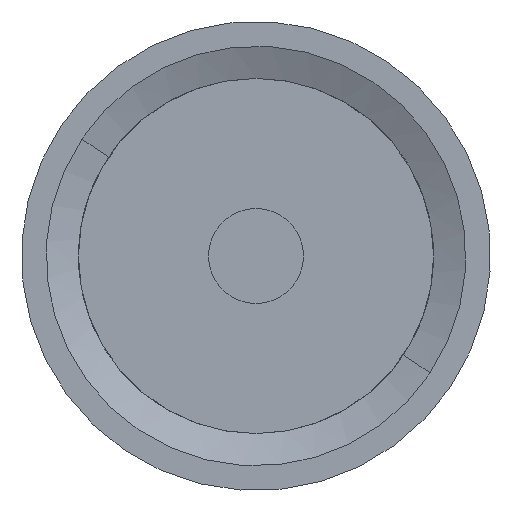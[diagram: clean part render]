
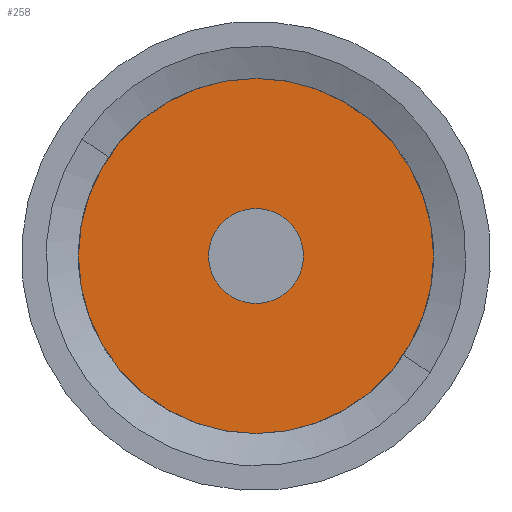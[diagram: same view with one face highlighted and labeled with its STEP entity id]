
A CAD part, front view. The second image highlights one B-rep face of the part: STEP entity #258.
In plain terms, the highlighted planar face has unit normal (0, -1, 0).
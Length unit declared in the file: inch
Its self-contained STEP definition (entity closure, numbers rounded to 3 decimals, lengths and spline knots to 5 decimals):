
#3 = FACE_OUTER_BOUND ( 'NONE', #237, .T. ) ;
#17 = DIRECTION ( 'NONE',  ( 0., 0., -1. ) ) ;
#20 = DIRECTION ( 'NONE',  ( 0., -1., 0. ) ) ;
#45 = EDGE_CURVE ( 'NONE', #414, #559, #662, .T. ) ;
#50 = ORIENTED_EDGE ( 'NONE', *, *, #341, .F. ) ;
#101 = DIRECTION ( 'NONE',  ( 0., -1., 0. ) ) ;
#104 = EDGE_CURVE ( 'NONE', #439, #300, #629, .T. ) ;
#136 = DIRECTION ( 'NONE',  ( 0., -1., 0. ) ) ;
#147 = AXIS2_PLACEMENT_3D ( 'NONE', #226, #20, #17 ) ;
#166 = DIRECTION ( 'NONE',  ( 0., 0., 1. ) ) ;
#195 = FACE_BOUND ( 'NONE', #740, .T. ) ;
#226 = CARTESIAN_POINT ( 'NONE',  ( 0., 0., 0. ) ) ;
#232 = CIRCLE ( 'NONE', #147, 0.025 ) ;
#237 = EDGE_LOOP ( 'NONE', ( #697, #671 ) ) ;
#258 = ADVANCED_FACE ( 'NONE', ( #195, #3 ), #763, .T. ) ;
#297 = AXIS2_PLACEMENT_3D ( 'NONE', #742, #794, #166 ) ;
#300 = VERTEX_POINT ( 'NONE', #568 ) ;
#341 = EDGE_CURVE ( 'NONE', #300, #439, #232, .T. ) ;
#345 = CARTESIAN_POINT ( 'NONE',  ( 0., 0., 0. ) ) ;
#355 = DIRECTION ( 'NONE',  ( 0., 0., -1. ) ) ;
#383 = AXIS2_PLACEMENT_3D ( 'NONE', #674, #101, #355 ) ;
#414 = VERTEX_POINT ( 'NONE', #415 ) ;
#415 = CARTESIAN_POINT ( 'NONE',  ( 0., 0., 0.0935 ) ) ;
#417 = CARTESIAN_POINT ( 'NONE',  ( -0.025, 0., 0. ) ) ;
#439 = VERTEX_POINT ( 'NONE', #417 ) ;
#518 = EDGE_CURVE ( 'NONE', #559, #414, #694, .T. ) ;
#559 = VERTEX_POINT ( 'NONE', #738 ) ;
#568 = CARTESIAN_POINT ( 'NONE',  ( 0.025, 0., 0. ) ) ;
#597 = DIRECTION ( 'NONE',  ( 0., 1., 0. ) ) ;
#629 = CIRCLE ( 'NONE', #383, 0.025 ) ;
#662 = CIRCLE ( 'NONE', #727, 0.0935 ) ;
#671 = ORIENTED_EDGE ( 'NONE', *, *, #518, .F. ) ;
#674 = CARTESIAN_POINT ( 'NONE',  ( 0., 0., 0. ) ) ;
#694 = CIRCLE ( 'NONE', #297, 0.0935 ) ;
#697 = ORIENTED_EDGE ( 'NONE', *, *, #45, .F. ) ;
#704 = CARTESIAN_POINT ( 'NONE',  ( -0.0935, 0., 0. ) ) ;
#712 = DIRECTION ( 'NONE',  ( 0., 0., 1. ) ) ;
#727 = AXIS2_PLACEMENT_3D ( 'NONE', #345, #597, #712 ) ;
#731 = ORIENTED_EDGE ( 'NONE', *, *, #104, .F. ) ;
#738 = CARTESIAN_POINT ( 'NONE',  ( 0., 0., -0.0935 ) ) ;
#740 = EDGE_LOOP ( 'NONE', ( #731, #50 ) ) ;
#742 = CARTESIAN_POINT ( 'NONE',  ( 0., 0., 0. ) ) ;
#763 = PLANE ( 'NONE',  #777 ) ;
#777 = AXIS2_PLACEMENT_3D ( 'NONE', #704, #136, #816 ) ;
#794 = DIRECTION ( 'NONE',  ( 0., 1., 0. ) ) ;
#816 = DIRECTION ( 'NONE',  ( 0., 0., -1. ) ) ;
